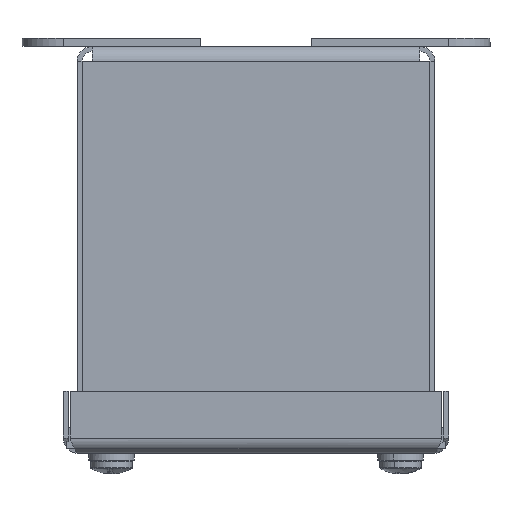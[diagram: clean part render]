
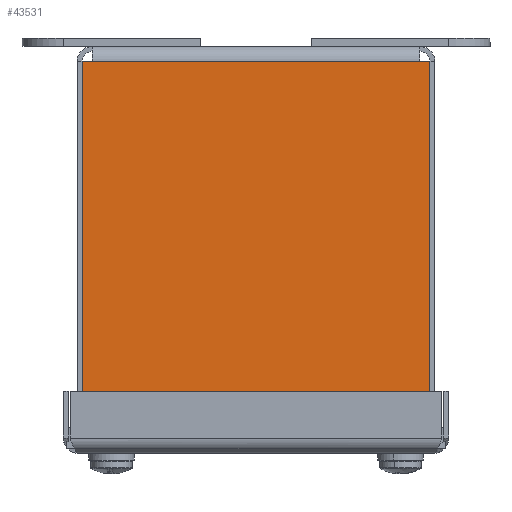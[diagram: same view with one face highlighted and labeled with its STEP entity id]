
A CAD part, left-side view. The second image highlights one B-rep face of the part: STEP entity #43531.
In plain terms, the highlighted planar face has unit normal (-1, 0, 0).
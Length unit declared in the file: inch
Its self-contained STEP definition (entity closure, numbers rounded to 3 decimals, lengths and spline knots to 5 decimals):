
#247 = VECTOR ( 'NONE', #13342, 39.37008 ) ;
#1426 = FACE_OUTER_BOUND ( 'NONE', #15692, .T. ) ;
#2996 = DIRECTION ( 'NONE',  ( 0., 1., 0. ) ) ;
#4081 = AXIS2_PLACEMENT_3D ( 'NONE', #15532, #44334, #19525 ) ;
#4125 = DIRECTION ( 'NONE',  ( 0., -1., 0. ) ) ;
#5184 = LINE ( 'NONE', #26611, #24515 ) ;
#5637 = VERTEX_POINT ( 'NONE', #42093 ) ;
#7980 = ORIENTED_EDGE ( 'NONE', *, *, #19557, .F. ) ;
#8456 = VECTOR ( 'NONE', #19668, 39.37008 ) ;
#8730 = PLANE ( 'NONE',  #4081 ) ;
#8810 = ORIENTED_EDGE ( 'NONE', *, *, #29930, .F. ) ;
#9973 = ORIENTED_EDGE ( 'NONE', *, *, #26139, .F. ) ;
#12311 = CARTESIAN_POINT ( 'NONE',  ( 1.44, 0.19571, 1.7495 ) ) ;
#13342 = DIRECTION ( 'NONE',  ( 0., -1., 0. ) ) ;
#13817 = LINE ( 'NONE', #35243, #21535 ) ;
#15532 = CARTESIAN_POINT ( 'NONE',  ( 1.44, 1.775, 3.42855 ) ) ;
#15618 = CARTESIAN_POINT ( 'NONE',  ( 1.44, 0.28875, 5.00325 ) ) ;
#15692 = EDGE_LOOP ( 'NONE', ( #8810, #9973, #27495, #7980, #30635, #24509 ) ) ;
#16679 = VERTEX_POINT ( 'NONE', #34094 ) ;
#16750 = DIRECTION ( 'NONE',  ( 0., 0., 1. ) ) ;
#17689 = LINE ( 'NONE', #27379, #19368 ) ;
#19368 = VECTOR ( 'NONE', #16750, 39.37008 ) ;
#19392 = CARTESIAN_POINT ( 'NONE',  ( 1.44, 3.26125, 5.00325 ) ) ;
#19525 = DIRECTION ( 'NONE',  ( 0., 0., -1. ) ) ;
#19557 = EDGE_CURVE ( 'NONE', #31474, #35788, #39215, .T. ) ;
#19668 = DIRECTION ( 'NONE',  ( 0., 0., -1. ) ) ;
#21521 = EDGE_CURVE ( 'NONE', #5637, #31474, #17689, .T. ) ;
#21525 = LINE ( 'NONE', #35883, #43997 ) ;
#21535 = VECTOR ( 'NONE', #2996, 39.37008 ) ;
#23922 = CARTESIAN_POINT ( 'NONE',  ( 1.44, 1.775, 5.00325 ) ) ;
#24509 = ORIENTED_EDGE ( 'NONE', *, *, #45269, .F. ) ;
#24515 = VECTOR ( 'NONE', #37205, 39.37008 ) ;
#24812 = VERTEX_POINT ( 'NONE', #12311 ) ;
#26139 = EDGE_CURVE ( 'NONE', #28690, #16679, #21525, .T. ) ;
#26611 = CARTESIAN_POINT ( 'NONE',  ( 1.44, 1.775, 5.00325 ) ) ;
#27379 = CARTESIAN_POINT ( 'NONE',  ( 1.44, 3.35429, 3.42855 ) ) ;
#27457 = CARTESIAN_POINT ( 'NONE',  ( 1.44, 0.19571, 3.42855 ) ) ;
#27495 = ORIENTED_EDGE ( 'NONE', *, *, #44953, .F. ) ;
#28690 = VERTEX_POINT ( 'NONE', #15618 ) ;
#29930 = EDGE_CURVE ( 'NONE', #16679, #24812, #45421, .T. ) ;
#30635 = ORIENTED_EDGE ( 'NONE', *, *, #21521, .F. ) ;
#31474 = VERTEX_POINT ( 'NONE', #44614 ) ;
#34094 = CARTESIAN_POINT ( 'NONE',  ( 1.44, 0.19571, 5.00325 ) ) ;
#35243 = CARTESIAN_POINT ( 'NONE',  ( 1.44, 1.775, 1.7495 ) ) ;
#35788 = VERTEX_POINT ( 'NONE', #19392 ) ;
#35883 = CARTESIAN_POINT ( 'NONE',  ( 1.44, 1.775, 5.00325 ) ) ;
#37205 = DIRECTION ( 'NONE',  ( 0., -1., 0. ) ) ;
#39215 = LINE ( 'NONE', #23922, #247 ) ;
#42093 = CARTESIAN_POINT ( 'NONE',  ( 1.44, 3.35429, 1.7495 ) ) ;
#43531 = ADVANCED_FACE ( 'NONE', ( #1426 ), #8730, .F. ) ;
#43997 = VECTOR ( 'NONE', #4125, 39.37008 ) ;
#44334 = DIRECTION ( 'NONE',  ( 1., 0., 0. ) ) ;
#44614 = CARTESIAN_POINT ( 'NONE',  ( 1.44, 3.35429, 5.00325 ) ) ;
#44953 = EDGE_CURVE ( 'NONE', #35788, #28690, #5184, .T. ) ;
#45269 = EDGE_CURVE ( 'NONE', #24812, #5637, #13817, .T. ) ;
#45421 = LINE ( 'NONE', #27457, #8456 ) ;
